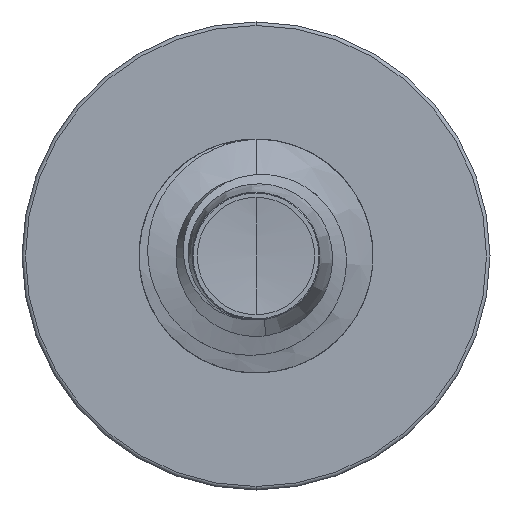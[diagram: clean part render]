
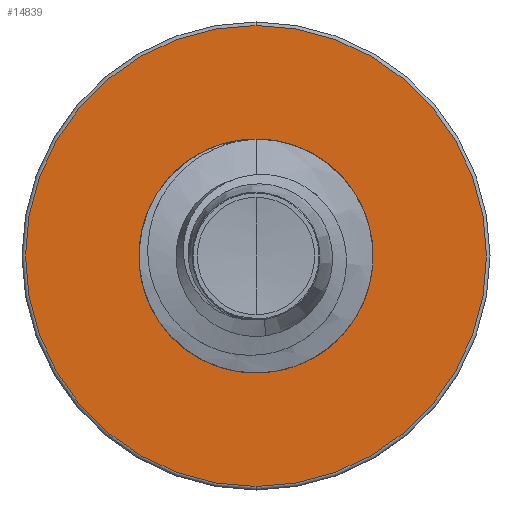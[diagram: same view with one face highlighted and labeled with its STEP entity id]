
A CAD part, front view. The second image highlights one B-rep face of the part: STEP entity #14839.
In plain terms, the highlighted planar face has unit normal (0, -1, 0).
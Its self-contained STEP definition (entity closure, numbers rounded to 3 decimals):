
#216 = AXIS2_PLACEMENT_3D ( 'NONE', #2508, #14342, #4655 ) ;
#2508 = CARTESIAN_POINT ( 'NONE',  ( 0., 12.5, 0. ) ) ;
#2699 = AXIS2_PLACEMENT_3D ( 'NONE', #15172, #16296, #8102 ) ;
#4655 = DIRECTION ( 'NONE',  ( 0., 0., 1. ) ) ;
#4724 = CARTESIAN_POINT ( 'NONE',  ( 0., 12.5, 1.989 ) ) ;
#4826 = CIRCLE ( 'NONE', #5614, 1.989 ) ;
#5079 = AXIS2_PLACEMENT_3D ( 'NONE', #10879, #18835, #12363 ) ;
#5614 = AXIS2_PLACEMENT_3D ( 'NONE', #6111, #16279, #8073 ) ;
#6111 = CARTESIAN_POINT ( 'NONE',  ( 0., 12.5, 0. ) ) ;
#6140 = PLANE ( 'NONE',  #2699 ) ;
#6174 = AXIS2_PLACEMENT_3D ( 'NONE', #9182, #17849, #10733 ) ;
#6175 = CARTESIAN_POINT ( 'NONE',  ( 0., 12.5, -1.989 ) ) ;
#6254 = VERTEX_POINT ( 'NONE', #4724 ) ;
#8073 = DIRECTION ( 'NONE',  ( 0., 0., 1. ) ) ;
#8102 = DIRECTION ( 'NONE',  ( 0., 0., 1. ) ) ;
#8419 = CIRCLE ( 'NONE', #216, 1.989 ) ;
#9182 = CARTESIAN_POINT ( 'NONE',  ( 0., 12.5, 0. ) ) ;
#10074 = CARTESIAN_POINT ( 'NONE',  ( 0., 12.5, -3.94 ) ) ;
#10733 = DIRECTION ( 'NONE',  ( 0., 0., 1. ) ) ;
#10879 = CARTESIAN_POINT ( 'NONE',  ( 0., 12.5, 0. ) ) ;
#11650 = CIRCLE ( 'NONE', #6174, 3.94 ) ;
#12102 = EDGE_LOOP ( 'NONE', ( #12303, #18207 ) ) ;
#12303 = ORIENTED_EDGE ( 'NONE', *, *, #17143, .F. ) ;
#12363 = DIRECTION ( 'NONE',  ( 0., 0., 1. ) ) ;
#12418 = FACE_BOUND ( 'NONE', #12526, .T. ) ;
#12526 = EDGE_LOOP ( 'NONE', ( #12751, #15913 ) ) ;
#12751 = ORIENTED_EDGE ( 'NONE', *, *, #16842, .T. ) ;
#14200 = CIRCLE ( 'NONE', #5079, 3.94 ) ;
#14342 = DIRECTION ( 'NONE',  ( 0., 1., 0. ) ) ;
#14839 = ADVANCED_FACE ( 'NONE', ( #16358, #12418 ), #6140, .F. ) ;
#15172 = CARTESIAN_POINT ( 'NONE',  ( 0., 12.5, -1.989 ) ) ;
#15198 = VERTEX_POINT ( 'NONE', #10074 ) ;
#15832 = CARTESIAN_POINT ( 'NONE',  ( 0., 12.5, 3.94 ) ) ;
#15913 = ORIENTED_EDGE ( 'NONE', *, *, #18427, .T. ) ;
#16104 = VERTEX_POINT ( 'NONE', #6175 ) ;
#16279 = DIRECTION ( 'NONE',  ( 0., 1., 0. ) ) ;
#16296 = DIRECTION ( 'NONE',  ( 0., 1., 0. ) ) ;
#16358 = FACE_OUTER_BOUND ( 'NONE', #12102, .T. ) ;
#16717 = EDGE_CURVE ( 'NONE', #15198, #17609, #11650, .T. ) ;
#16842 = EDGE_CURVE ( 'NONE', #6254, #16104, #4826, .T. ) ;
#17143 = EDGE_CURVE ( 'NONE', #17609, #15198, #14200, .T. ) ;
#17609 = VERTEX_POINT ( 'NONE', #15832 ) ;
#17849 = DIRECTION ( 'NONE',  ( 0., 1., 0. ) ) ;
#18207 = ORIENTED_EDGE ( 'NONE', *, *, #16717, .F. ) ;
#18427 = EDGE_CURVE ( 'NONE', #16104, #6254, #8419, .T. ) ;
#18835 = DIRECTION ( 'NONE',  ( 0., 1., 0. ) ) ;
